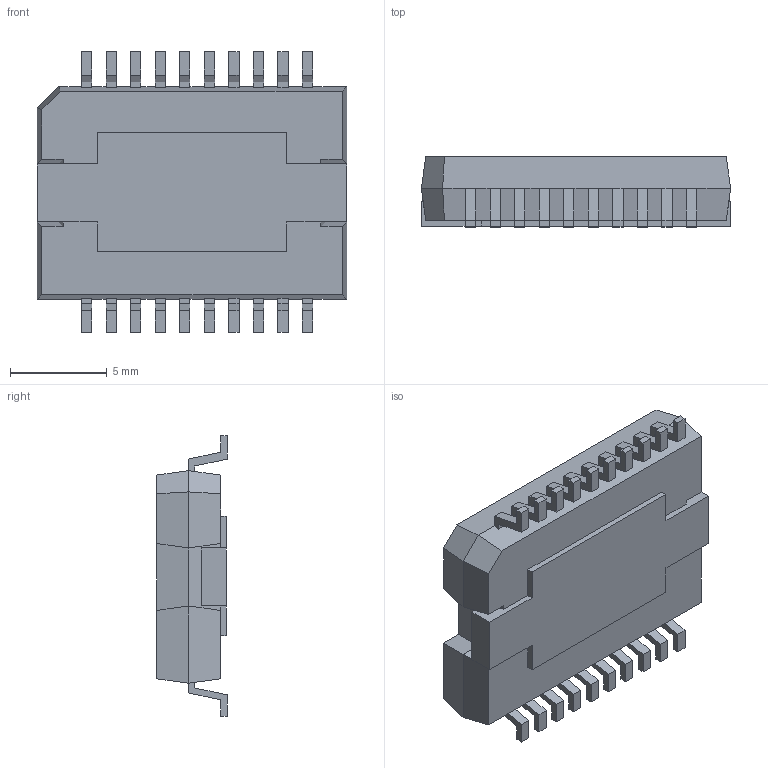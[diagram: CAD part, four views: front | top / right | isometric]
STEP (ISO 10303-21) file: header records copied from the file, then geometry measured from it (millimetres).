
FILE_DESCRIPTION (( 'STEP AP214' ), '1' );
FILE_NAME ('L6234PD.STEP', '2020-03-17T08:47:43', ( '' ), ( '' ), 'SwSTEP 2.0', 'SolidWorks 2016', '' );
FILE_SCHEMA (( 'AUTOMOTIVE_DESIGN' ));
Length unit declared in the file: millimetre
Products named in the file (1): L6234PD
Bounding box: 16 x 3.65 x 14.5 mm (x, y, z)
Volume: 578.3 mm3; surface area: 645 mm2
Topology: 1 solids, 1 shells, 224 faces, 613 edges, 391 vertices
Faces by surface type: plane 224
Entity records: 7226 total; most frequent: CARTESIAN_POINT 1229, ORIENTED_EDGE 1226, DIRECTION 1063, VECTOR 613, EDGE_CURVE 613, LINE 613, VERTEX_POINT 391, AXIS2_PLACEMENT_3D 225
